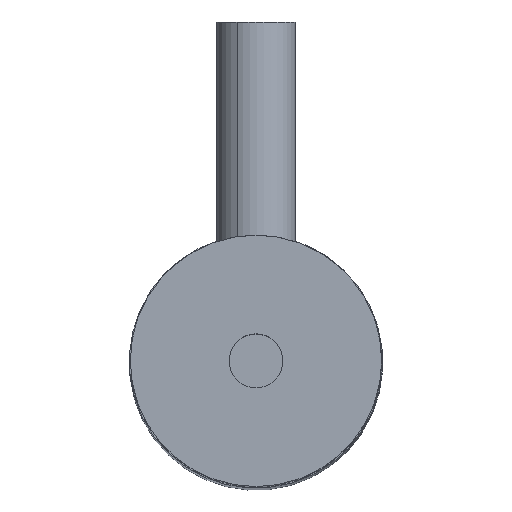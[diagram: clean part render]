
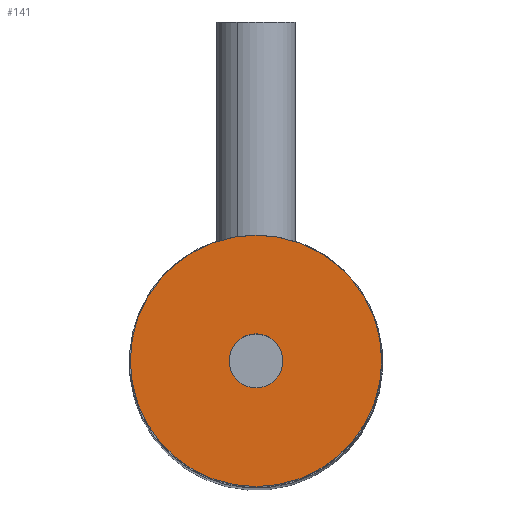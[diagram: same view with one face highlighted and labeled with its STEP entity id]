
A CAD part, top view. The second image highlights one B-rep face of the part: STEP entity #141.
In plain terms, the highlighted planar face has unit normal (0, 0, 1).
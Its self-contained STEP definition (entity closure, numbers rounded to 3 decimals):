
#44 = EDGE_CURVE ( 'NONE', #45, #60, #681, .T. ) ;
#45 = VERTEX_POINT ( 'NONE', #676 ) ;
#60 = VERTEX_POINT ( 'NONE', #751 ) ;
#91 = VERTEX_POINT ( 'NONE', #850 ) ;
#93 = EDGE_CURVE ( 'NONE', #91, #94, #902, .T. ) ;
#94 = VERTEX_POINT ( 'NONE', #897 ) ;
#140 = EDGE_CURVE ( 'NONE', #94, #91, #1080, .T. ) ;
#141 = ADVANCED_FACE ( 'NONE', ( #1075, #1074 ), #1059, .T. ) ;
#142 = EDGE_LOOP ( 'NONE', ( #143, #144 ) ) ;
#143 = ORIENTED_EDGE ( 'NONE', *, *, #140, .F. ) ;
#144 = ORIENTED_EDGE ( 'NONE', *, *, #93, .F. ) ;
#145 = EDGE_LOOP ( 'NONE', ( #146, #147 ) ) ;
#146 = ORIENTED_EDGE ( 'NONE', *, *, #44, .T. ) ;
#147 = ORIENTED_EDGE ( 'NONE', *, *, #148, .T. ) ;
#148 = EDGE_CURVE ( 'NONE', #60, #45, #1115, .T. ) ;
#676 = CARTESIAN_POINT ( 'NONE',  ( 12.856, 0.425, -6.859 ) ) ;
#677 = DIRECTION ( 'NONE',  ( 1., 0., 0. ) ) ;
#678 = DIRECTION ( 'NONE',  ( 0., 0., 1. ) ) ;
#679 = CARTESIAN_POINT ( 'NONE',  ( 6.556, 0.425, -6.859 ) ) ;
#680 = AXIS2_PLACEMENT_3D ( 'NONE', #679, #678, #677 ) ;
#681 = CIRCLE ( 'NONE', #680, 6.3 ) ;
#751 = CARTESIAN_POINT ( 'NONE',  ( 0.256, 0.425, -6.859 ) ) ;
#850 = CARTESIAN_POINT ( 'NONE',  ( 5.203, 0.425, -6.859 ) ) ;
#897 = CARTESIAN_POINT ( 'NONE',  ( 7.908, 0.425, -6.859 ) ) ;
#898 = DIRECTION ( 'NONE',  ( 1., 0., 0. ) ) ;
#899 = DIRECTION ( 'NONE',  ( 0., 0., 1. ) ) ;
#900 = CARTESIAN_POINT ( 'NONE',  ( 6.556, 0.425, -6.859 ) ) ;
#901 = AXIS2_PLACEMENT_3D ( 'NONE', #900, #899, #898 ) ;
#902 = CIRCLE ( 'NONE', #901, 1.353 ) ;
#1059 = PLANE ( 'NONE',  #1119 ) ;
#1074 = FACE_OUTER_BOUND ( 'NONE', #145, .T. ) ;
#1075 = FACE_BOUND ( 'NONE', #142, .T. ) ;
#1076 = DIRECTION ( 'NONE',  ( 1., 0., 0. ) ) ;
#1077 = DIRECTION ( 'NONE',  ( 0., 0., 1. ) ) ;
#1078 = CARTESIAN_POINT ( 'NONE',  ( 6.556, 0.425, -6.859 ) ) ;
#1079 = AXIS2_PLACEMENT_3D ( 'NONE', #1078, #1077, #1076 ) ;
#1080 = CIRCLE ( 'NONE', #1079, 1.353 ) ;
#1111 = DIRECTION ( 'NONE',  ( 1., 0., 0. ) ) ;
#1112 = DIRECTION ( 'NONE',  ( 0., 0., 1. ) ) ;
#1113 = CARTESIAN_POINT ( 'NONE',  ( 6.556, 0.425, -6.859 ) ) ;
#1114 = AXIS2_PLACEMENT_3D ( 'NONE', #1113, #1112, #1111 ) ;
#1115 = CIRCLE ( 'NONE', #1114, 6.3 ) ;
#1116 = DIRECTION ( 'NONE',  ( 1., 0., 0. ) ) ;
#1117 = DIRECTION ( 'NONE',  ( 0., 0., 1. ) ) ;
#1118 = CARTESIAN_POINT ( 'NONE',  ( 6.556, 0.425, -6.859 ) ) ;
#1119 = AXIS2_PLACEMENT_3D ( 'NONE', #1118, #1117, #1116 ) ;
